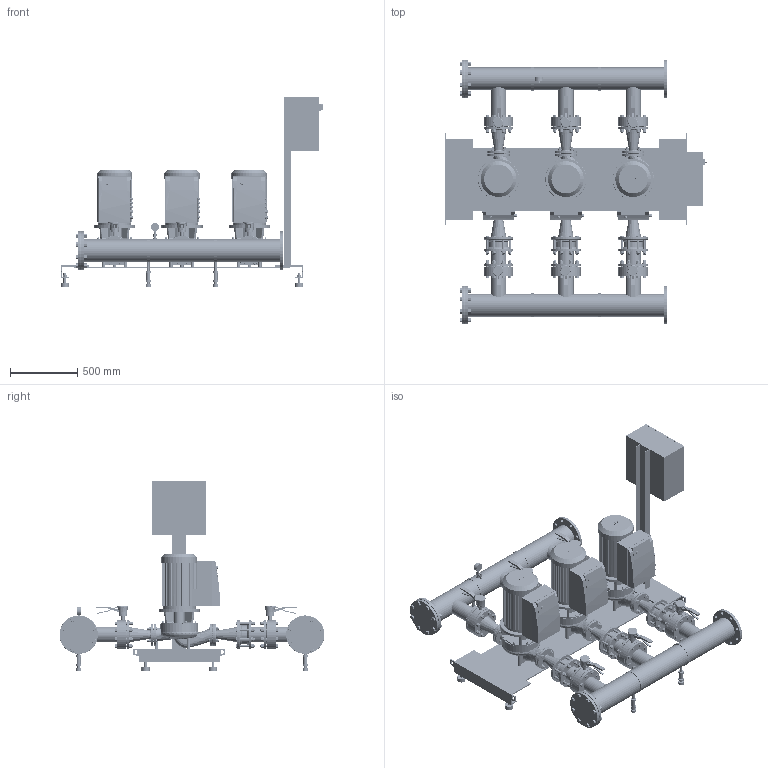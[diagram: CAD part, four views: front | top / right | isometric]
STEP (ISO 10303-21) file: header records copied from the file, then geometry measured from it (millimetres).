
FILE_DESCRIPTION((''),'2;1');
FILE_NAME('3d_SiFlux-21-IL-E50_180-7_5_2-SC-16-T4-4189224.stp','2015-07-31T10:08:27',(''),(''),'Mechanical Desktop 2009','Mechanical Desktop 2009',', , ');
FILE_SCHEMA(('CONFIG_CONTROL_DESIGN'));
Length unit declared in the file: millimetre
Products named in the file (1): Product
Bounding box: 1950 x 1967 x 1409 mm (x, y, z)
Volume: 332956467.6 mm3; surface area: 17889016.1 mm2
Topology: 393 solids, 393 shells, 8851 faces, 20572 edges, 12777 vertices
Faces by surface type: bspline 3669, plane 2411, cylinder 1428, cone 1169, torus 170, sphere 4
Full cylindrical faces by diameter (mm): 25 x6, 175.1 x4
Entity records: 302347 total; most frequent: CARTESIAN_POINT 119403, ORIENTED_EDGE 41092, DIRECTION 34414, EDGE_CURVE 20546, AXIS2_PLACEMENT_3D 13252, VERTEX_POINT 12769, EDGE_LOOP 9915, FACE_OUTER_BOUND 8851
